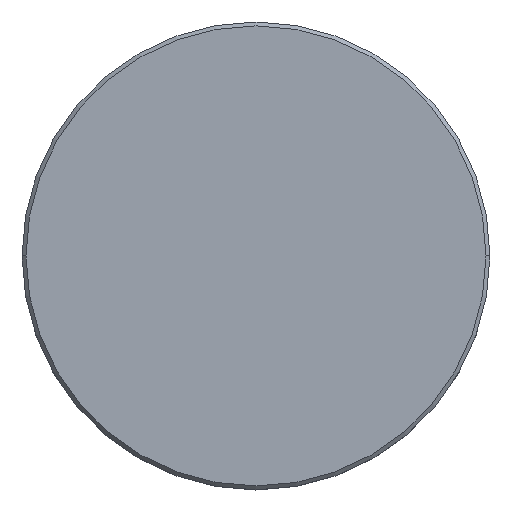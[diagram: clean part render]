
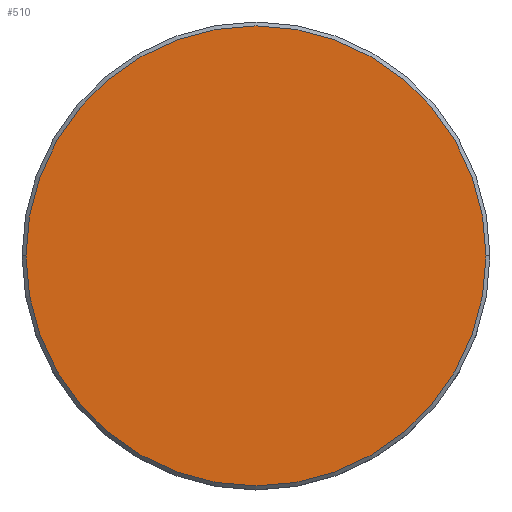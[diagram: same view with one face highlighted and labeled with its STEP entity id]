
A CAD part, top view. The second image highlights one B-rep face of the part: STEP entity #510.
In plain terms, the highlighted planar face has unit normal (0, 0, 1).
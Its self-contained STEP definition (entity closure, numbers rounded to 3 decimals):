
#31 = EDGE_CURVE ( 'NONE', #327, #414, #728, .T. ) ;
#88 = CARTESIAN_POINT ( 'NONE',  ( 0., 0., 0. ) ) ;
#214 = DIRECTION ( 'NONE',  ( 0., 0., 1. ) ) ;
#231 = AXIS2_PLACEMENT_3D ( 'NONE', #941, #214, #478 ) ;
#245 = CARTESIAN_POINT ( 'NONE',  ( 0., 0., 0. ) ) ;
#265 = EDGE_LOOP ( 'NONE', ( #959, #427 ) ) ;
#327 = VERTEX_POINT ( 'NONE', #1174 ) ;
#414 = VERTEX_POINT ( 'NONE', #676 ) ;
#415 = AXIS2_PLACEMENT_3D ( 'NONE', #88, #461, #437 ) ;
#427 = ORIENTED_EDGE ( 'NONE', *, *, #995, .T. ) ;
#437 = DIRECTION ( 'NONE',  ( 1., 0., 0. ) ) ;
#461 = DIRECTION ( 'NONE',  ( 0., 0., 1. ) ) ;
#478 = DIRECTION ( 'NONE',  ( 1., 0., 0. ) ) ;
#510 = ADVANCED_FACE ( 'NONE', ( #839 ), #850, .T. ) ;
#616 = DIRECTION ( 'NONE',  ( 1., 0., 0. ) ) ;
#620 = CIRCLE ( 'NONE', #1007, 29.5 ) ;
#676 = CARTESIAN_POINT ( 'NONE',  ( 29.5, 0., 0. ) ) ;
#728 = CIRCLE ( 'NONE', #415, 29.5 ) ;
#839 = FACE_OUTER_BOUND ( 'NONE', #265, .T. ) ;
#850 = PLANE ( 'NONE',  #231 ) ;
#941 = CARTESIAN_POINT ( 'NONE',  ( 0., 0., 0. ) ) ;
#959 = ORIENTED_EDGE ( 'NONE', *, *, #31, .T. ) ;
#995 = EDGE_CURVE ( 'NONE', #414, #327, #620, .T. ) ;
#1007 = AXIS2_PLACEMENT_3D ( 'NONE', #245, #1053, #616 ) ;
#1053 = DIRECTION ( 'NONE',  ( 0., 0., 1. ) ) ;
#1174 = CARTESIAN_POINT ( 'NONE',  ( -29.5, 0., 0. ) ) ;
